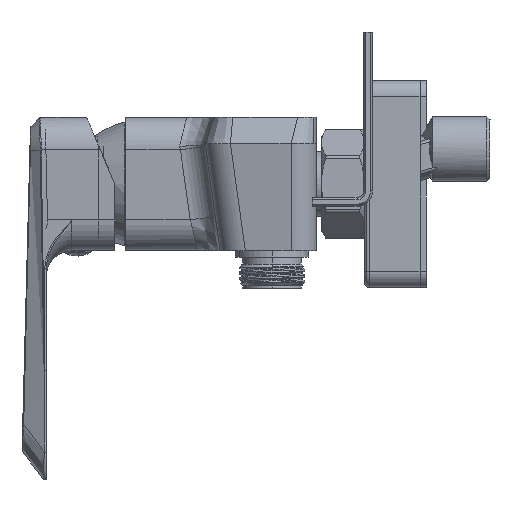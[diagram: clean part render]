
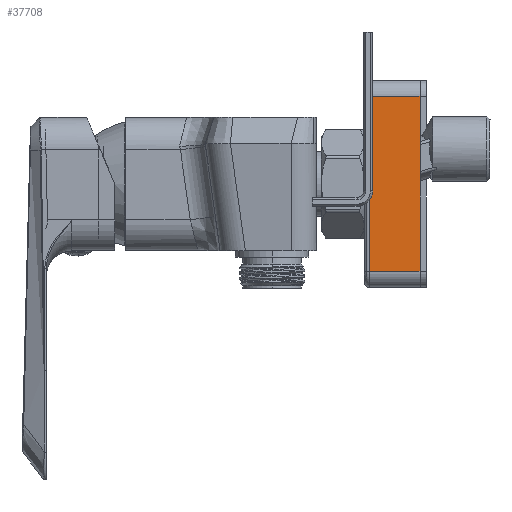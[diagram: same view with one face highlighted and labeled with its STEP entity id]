
A CAD part, left-side view. The second image highlights one B-rep face of the part: STEP entity #37708.
In plain terms, the highlighted face is planar.
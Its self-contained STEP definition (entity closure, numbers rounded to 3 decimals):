
#37069=DIRECTION('',(0.,1.,0.));
#37070=VECTOR('',#37069,55.);
#37071=CARTESIAN_POINT('',(0.,-27.5,-32.5));
#37072=LINE('',#37071,#37070);
#37130=DIRECTION('',(-1.,0.,0.));
#37131=VECTOR('',#37130,16.);
#37132=CARTESIAN_POINT('',(16.,27.5,-32.5));
#37133=LINE('',#37132,#37131);
#37134=DIRECTION('',(-1.,0.,0.));
#37135=VECTOR('',#37134,16.);
#37136=CARTESIAN_POINT('',(16.,-27.5,-32.5));
#37137=LINE('',#37136,#37135);
#37138=DIRECTION('',(0.,1.,0.));
#37139=VECTOR('',#37138,55.);
#37140=CARTESIAN_POINT('',(16.,-27.5,-32.5));
#37141=LINE('',#37140,#37139);
#37511=CARTESIAN_POINT('',(0.,27.5,-32.5));
#37513=VERTEX_POINT('',#37511);
#37514=CARTESIAN_POINT('',(16.,27.5,-32.5));
#37515=VERTEX_POINT('',#37514);
#37516=CARTESIAN_POINT('',(16.,-27.5,-32.5));
#37517=VERTEX_POINT('',#37516);
#37522=CARTESIAN_POINT('',(0.,-27.5,-32.5));
#37524=VERTEX_POINT('',#37522);
#37695=CARTESIAN_POINT('',(0.,-32.5,-32.5));
#37696=DIRECTION('',(0.,0.,-1.));
#37697=DIRECTION('',(0.,1.,0.));
#37698=AXIS2_PLACEMENT_3D('',#37695,#37696,#37697);
#37699=PLANE('',#37698);
#37700=ORIENTED_EDGE('',*,*,#37687,.T.);
#37701=ORIENTED_EDGE('',*,*,#37625,.F.);
#37703=ORIENTED_EDGE('',*,*,#37702,.F.);
#37705=ORIENTED_EDGE('',*,*,#37704,.T.);
#37706=EDGE_LOOP('',(#37700,#37701,#37703,#37705));
#37707=FACE_OUTER_BOUND('',#37706,.F.);
#37708=ADVANCED_FACE('',(#37707),#37699,.T.);
#37625=EDGE_CURVE('',#37524,#37513,#37072,.T.);
#37687=EDGE_CURVE('',#37515,#37513,#37133,.T.);
#37702=EDGE_CURVE('',#37517,#37524,#37137,.T.);
#37704=EDGE_CURVE('',#37517,#37515,#37141,.T.);
